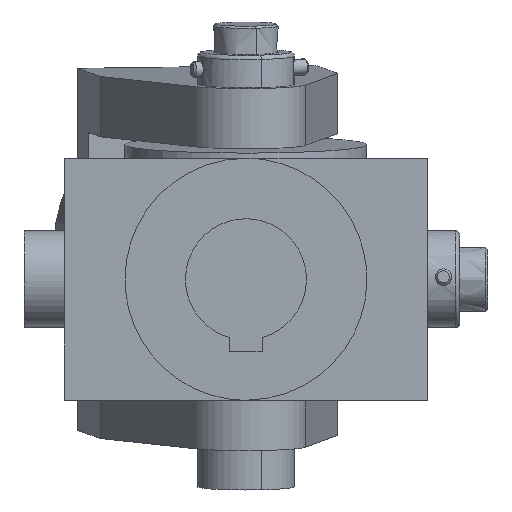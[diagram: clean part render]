
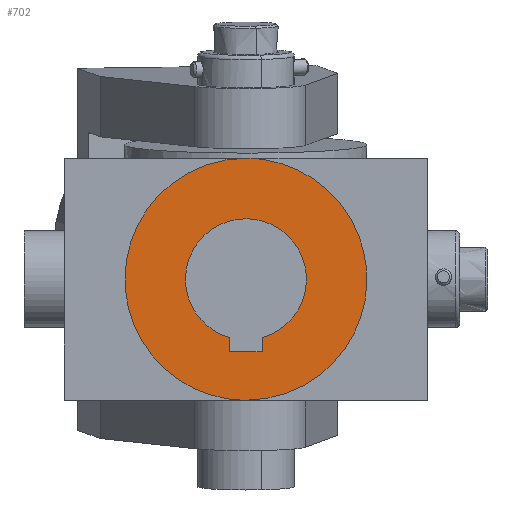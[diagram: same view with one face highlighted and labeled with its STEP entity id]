
A CAD part, front view. The second image highlights one B-rep face of the part: STEP entity #702.
In plain terms, the highlighted free-form (B-spline) face has degree [1, 1] with [2, 2] control points.
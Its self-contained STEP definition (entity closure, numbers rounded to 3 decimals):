
#24 = VERTEX_POINT('',#25);
#25 = CARTESIAN_POINT('',(-9.975,30.023,
    87.411));
#41 = VERTEX_POINT('',#42);
#42 = CARTESIAN_POINT('',(-13.625,30.023,114.291));
#47 = EDGE_CURVE('',#24,#41,#48,.T.);
#48 = ( BOUNDED_CURVE() B_SPLINE_CURVE(2,(#49,#50,#51,#52,#53),
.UNSPECIFIED.,.F.,.F.) B_SPLINE_CURVE_WITH_KNOTS((3,2,3),(0.27
,1.706,3.142),.PIECEWISE_BEZIER_KNOTS.) CURVE() 
GEOMETRIC_REPRESENTATION_ITEM() RATIONAL_B_SPLINE_CURVE((1.,
0.753,1.,0.753,1.)) REPRESENTATION_ITEM('') );
#49 = CARTESIAN_POINT('',(-9.975,30.023,
    87.411));
#50 = CARTESIAN_POINT('',(1.547,30.023,90.599
    ));
#51 = CARTESIAN_POINT('',(-0.062,30.023,
    102.445));
#52 = CARTESIAN_POINT('',(-1.67,30.023,
    114.291));
#53 = CARTESIAN_POINT('',(-13.625,30.023,114.291));
#69 = EDGE_CURVE('',#70,#72,#74,.T.);
#70 = VERTEX_POINT('',#71);
#71 = CARTESIAN_POINT('',(-13.625,30.023,73.227));
#72 = VERTEX_POINT('',#73);
#73 = CARTESIAN_POINT('',(-13.625,30.023,127.979));
#74 = ( BOUNDED_CURVE() B_SPLINE_CURVE(2,(#75,#76,#77,#78,#79),
.UNSPECIFIED.,.F.,.F.) B_SPLINE_CURVE_WITH_KNOTS((3,2,3),(0.,
1.571,3.142),.PIECEWISE_BEZIER_KNOTS.) CURVE() 
GEOMETRIC_REPRESENTATION_ITEM() RATIONAL_B_SPLINE_CURVE((1.,
0.707,1.,0.707,1.)) REPRESENTATION_ITEM('') );
#75 = CARTESIAN_POINT('',(-13.625,30.023,73.227));
#76 = CARTESIAN_POINT('',(13.751,30.023,
    73.227));
#77 = CARTESIAN_POINT('',(13.751,30.023,
    100.603));
#78 = CARTESIAN_POINT('',(13.751,30.023,
    127.979));
#79 = CARTESIAN_POINT('',(-13.625,30.023,127.979));
#702 = ADVANCED_FACE('',(#703,#735),#746,.T.);
#703 = FACE_BOUND('',#704,.T.);
#704 = EDGE_LOOP('',(#705,#712,#719,#726,#734));
#705 = ORIENTED_EDGE('',*,*,#706,.F.);
#706 = EDGE_CURVE('',#707,#24,#709,.T.);
#707 = VERTEX_POINT('',#708);
#708 = CARTESIAN_POINT('',(-9.975,30.023,
    84.177));
#709 = B_SPLINE_CURVE_WITH_KNOTS('',1,(#710,#711),.UNSPECIFIED.,.F.,.F.,
  (2,2),(0.,3.543),.PIECEWISE_BEZIER_KNOTS.);
#710 = CARTESIAN_POINT('',(-9.975,30.023,
    84.177));
#711 = CARTESIAN_POINT('',(-9.975,30.023,
    87.411));
#712 = ORIENTED_EDGE('',*,*,#713,.F.);
#713 = EDGE_CURVE('',#714,#707,#716,.T.);
#714 = VERTEX_POINT('',#715);
#715 = CARTESIAN_POINT('',(-17.275,30.023,
    84.177));
#716 = B_SPLINE_CURVE_WITH_KNOTS('',1,(#717,#718),.UNSPECIFIED.,.F.,.F.,
  (2,2),(0.,8.),.PIECEWISE_BEZIER_KNOTS.);
#717 = CARTESIAN_POINT('',(-17.275,30.023,
    84.177));
#718 = CARTESIAN_POINT('',(-9.975,30.023,
    84.177));
#719 = ORIENTED_EDGE('',*,*,#720,.F.);
#720 = EDGE_CURVE('',#721,#714,#723,.T.);
#721 = VERTEX_POINT('',#722);
#722 = CARTESIAN_POINT('',(-17.275,30.023,
    87.411));
#723 = B_SPLINE_CURVE_WITH_KNOTS('',1,(#724,#725),.UNSPECIFIED.,.F.,.F.,
  (2,2),(-3.543,-0.),.PIECEWISE_BEZIER_KNOTS.);
#724 = CARTESIAN_POINT('',(-17.275,30.023,
    87.411));
#725 = CARTESIAN_POINT('',(-17.275,30.023,
    84.177));
#726 = ORIENTED_EDGE('',*,*,#727,.F.);
#727 = EDGE_CURVE('',#41,#721,#728,.T.);
#728 = ( BOUNDED_CURVE() B_SPLINE_CURVE(2,(#729,#730,#731,#732,#733),
.UNSPECIFIED.,.F.,.F.) B_SPLINE_CURVE_WITH_KNOTS((3,2,3),(3.142,
4.577,6.013),.PIECEWISE_BEZIER_KNOTS.) CURVE() 
GEOMETRIC_REPRESENTATION_ITEM() RATIONAL_B_SPLINE_CURVE((1.,
0.753,1.,0.753,1.)) REPRESENTATION_ITEM('') );
#729 = CARTESIAN_POINT('',(-13.625,30.023,114.291)
  );
#730 = CARTESIAN_POINT('',(-25.58,30.023,
    114.291));
#731 = CARTESIAN_POINT('',(-27.189,30.023,
    102.445));
#732 = CARTESIAN_POINT('',(-28.797,30.023,
    90.599));
#733 = CARTESIAN_POINT('',(-17.275,30.023,
    87.411));
#734 = ORIENTED_EDGE('',*,*,#47,.F.);
#735 = FACE_BOUND('',#736,.T.);
#736 = EDGE_LOOP('',(#737,#745));
#737 = ORIENTED_EDGE('',*,*,#738,.T.);
#738 = EDGE_CURVE('',#72,#70,#739,.T.);
#739 = ( BOUNDED_CURVE() B_SPLINE_CURVE(2,(#740,#741,#742,#743,#744),
.UNSPECIFIED.,.F.,.F.) B_SPLINE_CURVE_WITH_KNOTS((3,2,3),(3.142,
4.712,6.283),.PIECEWISE_BEZIER_KNOTS.) CURVE() 
GEOMETRIC_REPRESENTATION_ITEM() RATIONAL_B_SPLINE_CURVE((1.,
0.707,1.,0.707,1.)) REPRESENTATION_ITEM('') );
#740 = CARTESIAN_POINT('',(-13.625,30.023,127.979)
  );
#741 = CARTESIAN_POINT('',(-41.001,30.023,
    127.979));
#742 = CARTESIAN_POINT('',(-41.001,30.023,
    100.603));
#743 = CARTESIAN_POINT('',(-41.001,30.023,
    73.227));
#744 = CARTESIAN_POINT('',(-13.625,30.023,73.227)
  );
#745 = ORIENTED_EDGE('',*,*,#69,.T.);
#746 = B_SPLINE_SURFACE_WITH_KNOTS('',1,1,(
    (#747,#748)
    ,(#749,#750
    )),.UNSPECIFIED.,.F.,.F.,.F.,(2,2),(2,2),(-30.,30.),(-30.,30.),
  .PIECEWISE_BEZIER_KNOTS.);
#747 = CARTESIAN_POINT('',(-41.001,30.023,
    127.979));
#748 = CARTESIAN_POINT('',(13.751,30.023,
    127.979));
#749 = CARTESIAN_POINT('',(-41.001,30.023,
    73.227));
#750 = CARTESIAN_POINT('',(13.751,30.023,
    73.227));
